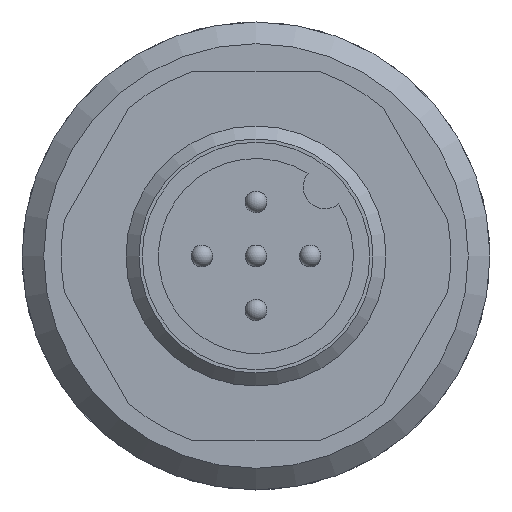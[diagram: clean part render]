
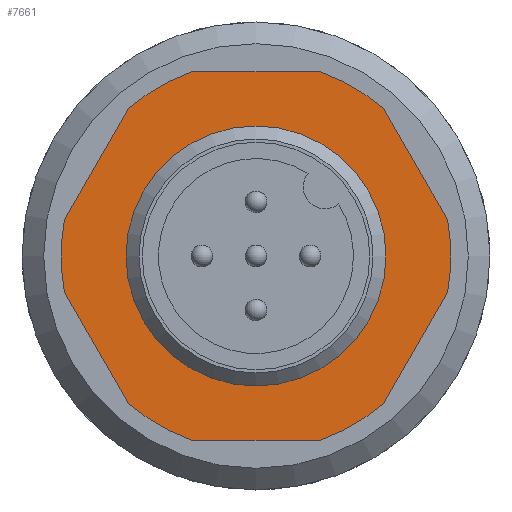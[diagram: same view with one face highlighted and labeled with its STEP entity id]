
A CAD part, front view. The second image highlights one B-rep face of the part: STEP entity #7661.
In plain terms, the highlighted planar face has unit normal (0, -1, 0).
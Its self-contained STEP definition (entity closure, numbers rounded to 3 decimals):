
#60 = DIRECTION ( 'NONE',  ( 0., -1., 0. ) ) ;
#70 = CARTESIAN_POINT ( 'NONE',  ( -8.84, -208.6, -1.688 ) ) ;
#78 = CIRCLE ( 'NONE', #2337, 9. ) ;
#147 = ORIENTED_EDGE ( 'NONE', *, *, #3371, .T. ) ;
#223 = CARTESIAN_POINT ( 'NONE',  ( 0., -208.6, 0. ) ) ;
#249 = FACE_OUTER_BOUND ( 'NONE', #9622, .T. ) ;
#349 = AXIS2_PLACEMENT_3D ( 'NONE', #8516, #2833, #9462 ) ;
#464 = ORIENTED_EDGE ( 'NONE', *, *, #8033, .T. ) ;
#639 = AXIS2_PLACEMENT_3D ( 'NONE', #8302, #2639, #9244 ) ;
#830 = CARTESIAN_POINT ( 'NONE',  ( 5.882, -208.6, -6.812 ) ) ;
#881 = VERTEX_POINT ( 'NONE', #5258 ) ;
#894 = VERTEX_POINT ( 'NONE', #2444 ) ;
#989 = AXIS2_PLACEMENT_3D ( 'NONE', #1530, #11035, #5356 ) ;
#1009 = VECTOR ( 'NONE', #5747, 1000. ) ;
#1051 = EDGE_CURVE ( 'NONE', #2757, #10458, #9364, .T. ) ;
#1070 = CARTESIAN_POINT ( 'NONE',  ( 5.882, -208.6, 6.812 ) ) ;
#1158 = DIRECTION ( 'NONE',  ( 0., 0., -1. ) ) ;
#1530 = CARTESIAN_POINT ( 'NONE',  ( -8.5, -208.6, 0. ) ) ;
#1562 = PLANE ( 'NONE',  #989 ) ;
#2124 = CARTESIAN_POINT ( 'NONE',  ( 0., -208.6, 0. ) ) ;
#2253 = CIRCLE ( 'NONE', #11970, 9. ) ;
#2337 = AXIS2_PLACEMENT_3D ( 'NONE', #8369, #2694, #9317 ) ;
#2444 = CARTESIAN_POINT ( 'NONE',  ( -8.84, -208.6, -1.688 ) ) ;
#2494 = EDGE_CURVE ( 'NONE', #6577, #11328, #11946, .T. ) ;
#2639 = DIRECTION ( 'NONE',  ( 0., -1., 0. ) ) ;
#2663 = DIRECTION ( 'NONE',  ( 0.5, 0., 0.866 ) ) ;
#2694 = DIRECTION ( 'NONE',  ( 0., -1., 0. ) ) ;
#2746 = ORIENTED_EDGE ( 'NONE', *, *, #8212, .T. ) ;
#2757 = VERTEX_POINT ( 'NONE', #8280 ) ;
#2833 = DIRECTION ( 'NONE',  ( 0., 1., 0. ) ) ;
#2921 = EDGE_CURVE ( 'NONE', #11578, #11578, #5408, .T. ) ;
#3057 = DIRECTION ( 'NONE',  ( 0., 0., -1. ) ) ;
#3309 = AXIS2_PLACEMENT_3D ( 'NONE', #2124, #8736, #3057 ) ;
#3371 = EDGE_CURVE ( 'NONE', #11080, #7192, #10872, .T. ) ;
#3431 = CIRCLE ( 'NONE', #7464, 9. ) ;
#3485 = LINE ( 'NONE', #11401, #1009 ) ;
#3506 = CARTESIAN_POINT ( 'NONE',  ( -2.958, -208.6, -8.5 ) ) ;
#3532 = CARTESIAN_POINT ( 'NONE',  ( 2.958, -208.6, 8.5 ) ) ;
#4035 = CARTESIAN_POINT ( 'NONE',  ( 0., -208.6, 0. ) ) ;
#4181 = VECTOR ( 'NONE', #8906, 1000. ) ;
#4260 = EDGE_CURVE ( 'NONE', #10070, #10805, #8611, .T. ) ;
#4390 = ORIENTED_EDGE ( 'NONE', *, *, #2494, .T. ) ;
#4442 = CARTESIAN_POINT ( 'NONE',  ( -2.958, -208.6, 8.5 ) ) ;
#4481 = LINE ( 'NONE', #9782, #4181 ) ;
#4520 = CARTESIAN_POINT ( 'NONE',  ( -8.84, -208.6, 1.688 ) ) ;
#4569 = ORIENTED_EDGE ( 'NONE', *, *, #2921, .T. ) ;
#4634 = VECTOR ( 'NONE', #6537, 1000. ) ;
#4687 = VECTOR ( 'NONE', #5333, 1000. ) ;
#4931 = FACE_BOUND ( 'NONE', #11778, .T. ) ;
#4993 = DIRECTION ( 'NONE',  ( 0., 0., -1. ) ) ;
#5011 = EDGE_CURVE ( 'NONE', #881, #10070, #9474, .T. ) ;
#5028 = CIRCLE ( 'NONE', #3309, 9. ) ;
#5108 = ORIENTED_EDGE ( 'NONE', *, *, #10557, .T. ) ;
#5112 = ORIENTED_EDGE ( 'NONE', *, *, #5241, .T. ) ;
#5184 = CARTESIAN_POINT ( 'NONE',  ( 2.958, -208.6, -8.5 ) ) ;
#5241 = EDGE_CURVE ( 'NONE', #10458, #894, #5028, .T. ) ;
#5258 = CARTESIAN_POINT ( 'NONE',  ( 5.882, -208.6, -6.812 ) ) ;
#5333 = DIRECTION ( 'NONE',  ( 1., 0., 0. ) ) ;
#5356 = DIRECTION ( 'NONE',  ( 0., 0., 1. ) ) ;
#5408 = CIRCLE ( 'NONE', #349, 5.4 ) ;
#5680 = CARTESIAN_POINT ( 'NONE',  ( 0., -208.6, 0. ) ) ;
#5747 = DIRECTION ( 'NONE',  ( -0.5, 0., 0.866 ) ) ;
#6385 = VECTOR ( 'NONE', #2663, 1000. ) ;
#6537 = DIRECTION ( 'NONE',  ( -0.5, 0., -0.866 ) ) ;
#6577 = VERTEX_POINT ( 'NONE', #3506 ) ;
#6632 = DIRECTION ( 'NONE',  ( 0., 0., -1. ) ) ;
#6661 = CARTESIAN_POINT ( 'NONE',  ( 0., -208.6, 5.4 ) ) ;
#6675 = DIRECTION ( 'NONE',  ( 0.5, 0., -0.866 ) ) ;
#6804 = DIRECTION ( 'NONE',  ( 0., -1., 0. ) ) ;
#7192 = VERTEX_POINT ( 'NONE', #3532 ) ;
#7219 = CARTESIAN_POINT ( 'NONE',  ( 8.84, -208.6, 1.688 ) ) ;
#7464 = AXIS2_PLACEMENT_3D ( 'NONE', #223, #6804, #1158 ) ;
#7661 = ADVANCED_FACE ( 'NONE', ( #249, #4931 ), #1562, .F. ) ;
#7688 = ORIENTED_EDGE ( 'NONE', *, *, #5011, .T. ) ;
#8033 = EDGE_CURVE ( 'NONE', #9573, #6577, #3431, .T. ) ;
#8074 = ORIENTED_EDGE ( 'NONE', *, *, #4260, .T. ) ;
#8212 = EDGE_CURVE ( 'NONE', #7192, #10376, #4481, .T. ) ;
#8246 = VECTOR ( 'NONE', #6675, 1000. ) ;
#8280 = CARTESIAN_POINT ( 'NONE',  ( -5.882, -208.6, 6.812 ) ) ;
#8302 = CARTESIAN_POINT ( 'NONE',  ( 0., -208.6, 0. ) ) ;
#8369 = CARTESIAN_POINT ( 'NONE',  ( 0., -208.6, 0. ) ) ;
#8480 = EDGE_CURVE ( 'NONE', #10376, #2757, #78, .T. ) ;
#8516 = CARTESIAN_POINT ( 'NONE',  ( 0., -208.6, 0. ) ) ;
#8611 = CIRCLE ( 'NONE', #10213, 9. ) ;
#8616 = CARTESIAN_POINT ( 'NONE',  ( 8.84, -208.6, -1.688 ) ) ;
#8736 = DIRECTION ( 'NONE',  ( 0., -1., 0. ) ) ;
#8906 = DIRECTION ( 'NONE',  ( -1., 0., 0. ) ) ;
#9244 = DIRECTION ( 'NONE',  ( 0., 0., -1. ) ) ;
#9317 = DIRECTION ( 'NONE',  ( 0., 0., -1. ) ) ;
#9335 = CARTESIAN_POINT ( 'NONE',  ( -5.882, -208.6, 6.812 ) ) ;
#9364 = LINE ( 'NONE', #9335, #4634 ) ;
#9462 = DIRECTION ( 'NONE',  ( 0., 0., 1. ) ) ;
#9474 = LINE ( 'NONE', #830, #6385 ) ;
#9573 = VERTEX_POINT ( 'NONE', #11738 ) ;
#9622 = EDGE_LOOP ( 'NONE', ( #464, #4390, #5108, #7688, #8074, #10990, #147, #2746, #10775, #11497, #5112, #11716 ) ) ;
#9782 = CARTESIAN_POINT ( 'NONE',  ( 2.958, -208.6, 8.5 ) ) ;
#10070 = VERTEX_POINT ( 'NONE', #8616 ) ;
#10213 = AXIS2_PLACEMENT_3D ( 'NONE', #5680, #60, #6632 ) ;
#10376 = VERTEX_POINT ( 'NONE', #4442 ) ;
#10458 = VERTEX_POINT ( 'NONE', #4520 ) ;
#10557 = EDGE_CURVE ( 'NONE', #11328, #881, #2253, .T. ) ;
#10661 = DIRECTION ( 'NONE',  ( 0., -1., 0. ) ) ;
#10775 = ORIENTED_EDGE ( 'NONE', *, *, #8480, .T. ) ;
#10805 = VERTEX_POINT ( 'NONE', #7219 ) ;
#10872 = CIRCLE ( 'NONE', #639, 9. ) ;
#10990 = ORIENTED_EDGE ( 'NONE', *, *, #10999, .T. ) ;
#10999 = EDGE_CURVE ( 'NONE', #10805, #11080, #3485, .T. ) ;
#11008 = CARTESIAN_POINT ( 'NONE',  ( -2.958, -208.6, -8.5 ) ) ;
#11019 = EDGE_CURVE ( 'NONE', #894, #9573, #11065, .T. ) ;
#11035 = DIRECTION ( 'NONE',  ( 0., 1., 0. ) ) ;
#11065 = LINE ( 'NONE', #70, #8246 ) ;
#11080 = VERTEX_POINT ( 'NONE', #1070 ) ;
#11328 = VERTEX_POINT ( 'NONE', #5184 ) ;
#11401 = CARTESIAN_POINT ( 'NONE',  ( 8.84, -208.6, 1.688 ) ) ;
#11497 = ORIENTED_EDGE ( 'NONE', *, *, #1051, .T. ) ;
#11578 = VERTEX_POINT ( 'NONE', #6661 ) ;
#11716 = ORIENTED_EDGE ( 'NONE', *, *, #11019, .T. ) ;
#11738 = CARTESIAN_POINT ( 'NONE',  ( -5.882, -208.6, -6.812 ) ) ;
#11778 = EDGE_LOOP ( 'NONE', ( #4569 ) ) ;
#11946 = LINE ( 'NONE', #11008, #4687 ) ;
#11970 = AXIS2_PLACEMENT_3D ( 'NONE', #4035, #10661, #4993 ) ;
